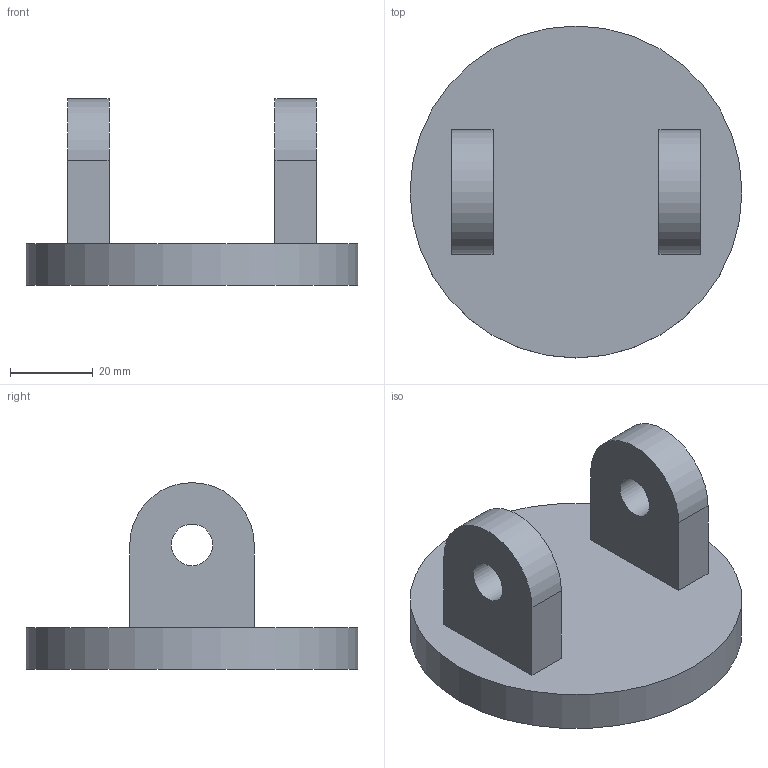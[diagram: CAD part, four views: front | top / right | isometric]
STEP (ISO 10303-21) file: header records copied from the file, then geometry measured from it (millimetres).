
FILE_DESCRIPTION(/* description */ ('STEP AP214'),/* implementation_level */ '2;1');
FILE_NAME(/* name */ '6715c7d726ea7e4733dd19fa',/* time_stamp */ '2024-10-21T03:17:43Z',/* author */ (''),/* organization */ (''),/* preprocessor_version */ 'ST-DEVELOPER v20',/* originating_system */ ' ',/* authorisation */ ' ');
FILE_SCHEMA (('AUTOMOTIVE_DESIGN {1 0 10303 214 3 1 1}'));
Length unit declared in the file: metre
Products named in the file (1): Gimbal Bracket
Bounding box: 80 x 80 x 45 mm (x, y, z)
Volume: 67763.3 mm3; surface area: 17836.7 mm2
Topology: 1 solids, 1 shells, 15 faces, 33 edges, 22 vertices
Faces by surface type: plane 10, cylinder 5
Full cylindrical faces by diameter (mm): 10 x2, 80 x1
Entity records: 440 total; most frequent: DIRECTION 72, CARTESIAN_POINT 68, ORIENTED_EDGE 60, EDGE_CURVE 30, AXIS2_PLACEMENT_3D 26, EDGE_LOOP 24, FACE_BOUND 24, VERTEX_POINT 22
